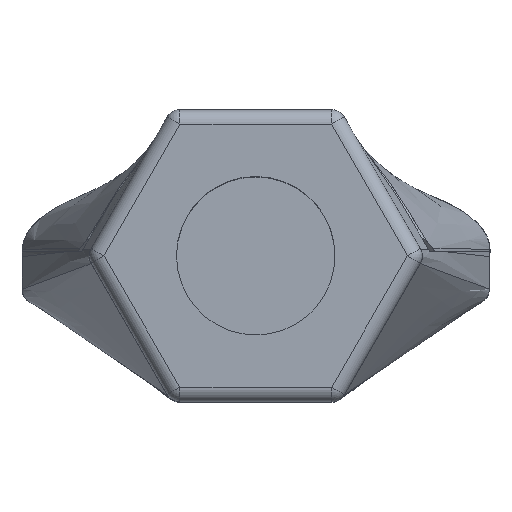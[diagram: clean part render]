
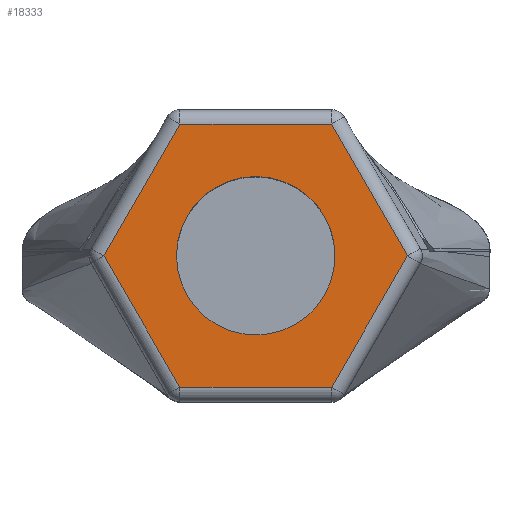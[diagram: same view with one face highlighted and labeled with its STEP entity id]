
A CAD part, top view. The second image highlights one B-rep face of the part: STEP entity #18333.
In plain terms, the highlighted planar face has unit normal (0, 0, 1).
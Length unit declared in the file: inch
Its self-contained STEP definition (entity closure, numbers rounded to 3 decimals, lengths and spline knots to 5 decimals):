
#17733=CARTESIAN_POINT('',(0.1695,0.0,0.6255));
#17734=VERTEX_POINT('',#17733);
#17735=CARTESIAN_POINT('',(0.0,0.0,0.6255));
#17736=DIRECTION('',(0.0,0.0,-1.0));
#17737=DIRECTION('',(1.0,0.0,0.0));
#17738=AXIS2_PLACEMENT_3D('',#17735,#17736,#17737);
#17739=CIRCLE('',#17738,0.1695);
#17740=EDGE_CURVE('',#17734,#17734,#17739,.T.);
#17772=CARTESIAN_POINT('',(-0.32476,0.,0.6255));
#17773=VERTEX_POINT('',#17772);
#17781=CARTESIAN_POINT('',(-0.16238,0.28125,0.6255));
#17782=VERTEX_POINT('',#17781);
#17783=CARTESIAN_POINT('',(-0.32476,0.,0.6255));
#17784=DIRECTION('',(0.5,0.866,0.0));
#17785=VECTOR('',#17784,0.32476);
#17786=LINE('',#17783,#17785);
#17787=EDGE_CURVE('',#17773,#17782,#17786,.T.);
#17819=CARTESIAN_POINT('',(0.16238,0.28125,0.6255));
#17820=VERTEX_POINT('',#17819);
#17821=CARTESIAN_POINT('',(-0.16238,0.28125,0.6255));
#17822=DIRECTION('',(1.0,0.0,0.0));
#17823=VECTOR('',#17822,0.32476);
#17824=LINE('',#17821,#17823);
#17825=EDGE_CURVE('',#17782,#17820,#17824,.T.);
#17869=CARTESIAN_POINT('',(0.32476,0.0,0.6255));
#17870=VERTEX_POINT('',#17869);
#17871=CARTESIAN_POINT('',(0.16238,0.28125,0.6255));
#17872=DIRECTION('',(0.5,-0.866,0.0));
#17873=VECTOR('',#17872,0.32476);
#17874=LINE('',#17871,#17873);
#17875=EDGE_CURVE('',#17820,#17870,#17874,.T.);
#17926=CARTESIAN_POINT('',(0.16238,-0.28125,0.6255));
#17927=VERTEX_POINT('',#17926);
#17928=CARTESIAN_POINT('',(0.32476,0.0,0.6255));
#17929=DIRECTION('',(-0.5,-0.866,0.0));
#17930=VECTOR('',#17929,0.32476);
#17931=LINE('',#17928,#17930);
#17932=EDGE_CURVE('',#17870,#17927,#17931,.T.);
#17981=CARTESIAN_POINT('',(-0.16238,-0.28125,0.6255));
#17982=VERTEX_POINT('',#17981);
#17983=CARTESIAN_POINT('',(0.16238,-0.28125,0.6255));
#17984=DIRECTION('',(-1.0,0.0,0.0));
#17985=VECTOR('',#17984,0.32476);
#17986=LINE('',#17983,#17985);
#17987=EDGE_CURVE('',#17927,#17982,#17986,.T.);
#18031=CARTESIAN_POINT('',(-0.16238,-0.28125,0.6255));
#18032=DIRECTION('',(-0.5,0.866,0.0));
#18033=VECTOR('',#18032,0.32476);
#18034=LINE('',#18031,#18033);
#18035=EDGE_CURVE('',#17982,#17773,#18034,.T.);
#18317=CARTESIAN_POINT('',(0.,0.,0.6255));
#18318=DIRECTION('',(0.0,0.0,1.0));
#18319=DIRECTION('',(1.0,0.0,0.0));
#18320=AXIS2_PLACEMENT_3D('',#18317,#18318,#18319);
#18321=PLANE('',#18320);
#18322=ORIENTED_EDGE('',*,*,#17787,.F.);
#18323=ORIENTED_EDGE('',*,*,#18035,.F.);
#18324=ORIENTED_EDGE('',*,*,#17987,.F.);
#18325=ORIENTED_EDGE('',*,*,#17932,.F.);
#18326=ORIENTED_EDGE('',*,*,#17875,.F.);
#18327=ORIENTED_EDGE('',*,*,#17825,.F.);
#18328=EDGE_LOOP('',(#18322,#18323,#18324,#18325,#18326,#18327));
#18329=FACE_OUTER_BOUND('',#18328,.T.);
#18330=ORIENTED_EDGE('',*,*,#17740,.T.);
#18331=EDGE_LOOP('',(#18330));
#18332=FACE_BOUND('',#18331,.T.);
#18333=ADVANCED_FACE('',(#18329,#18332),#18321,.T.);
